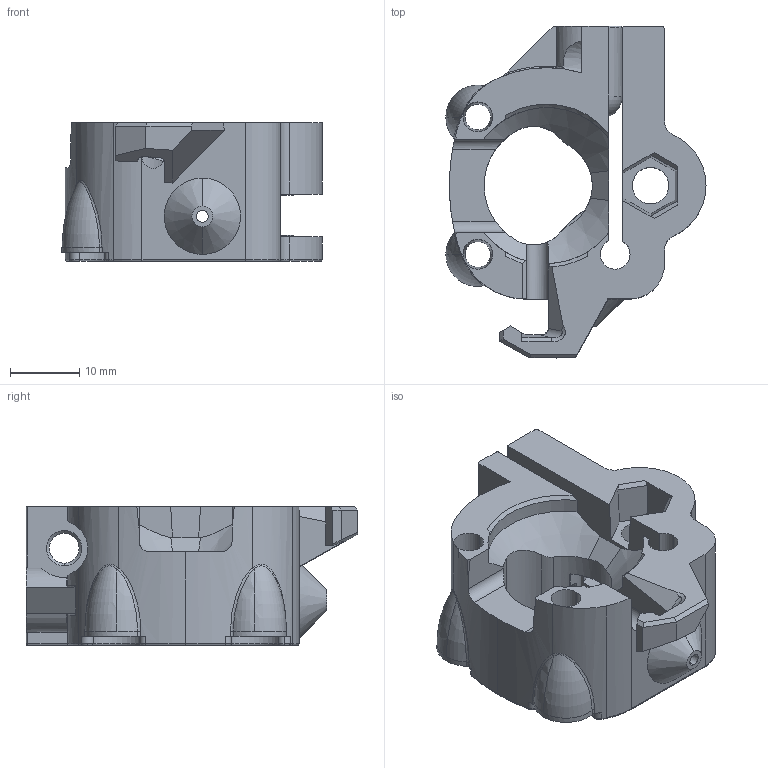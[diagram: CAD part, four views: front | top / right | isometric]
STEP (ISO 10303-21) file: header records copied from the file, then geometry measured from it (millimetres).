
FILE_DESCRIPTION (( 'STEP AP203' ), '1' );
FILE_NAME ('DualRightFilamentDrive2015Nov.STEP', '2016-02-15T20:33:14', ( '' ), ( '' ), 'SwSTEP 2.0', 'SolidWorks 2012', '' );
FILE_SCHEMA (( 'CONFIG_CONTROL_DESIGN' ));
Length unit declared in the file: millimetre
Products named in the file (1): DualRightFilamentDrive2015Nov
Bounding box: 37.5 x 47.85 x 20 mm (x, y, z)
Volume: 12954.1 mm3; surface area: 8221.8 mm2
Topology: 1 solids, 1 shells, 281 faces, 758 edges, 471 vertices
Faces by surface type: cylinder 102, plane 90, torus 45, cone 34, bspline 7, sphere 3
Entity records: 9803 total; most frequent: CARTESIAN_POINT 2680, ORIENTED_EDGE 1502, DIRECTION 1500, EDGE_CURVE 751, AXIS2_PLACEMENT_3D 578, VERTEX_POINT 471, LINE 344, VECTOR 344
